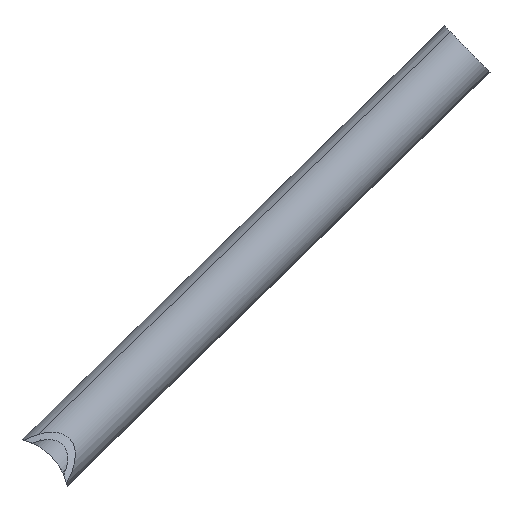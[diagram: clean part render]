
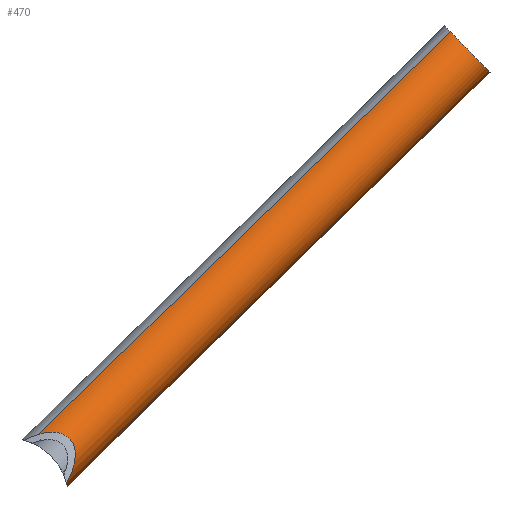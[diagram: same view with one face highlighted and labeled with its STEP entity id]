
A CAD part, front view. The second image highlights one B-rep face of the part: STEP entity #470.
In plain terms, the highlighted cylindrical face has radius 7.5 mm (diameter 15 mm), a partial arc.
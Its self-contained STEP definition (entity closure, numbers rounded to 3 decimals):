
#61=CARTESIAN_POINT('Vertex',(-2178.346,-12.827,215.168)) ;
#67=CARTESIAN_POINT('Control Point',(-2169.638,0.,206.268)) ;
#68=CARTESIAN_POINT('Control Point',(-2169.638,-0.317,206.268)) ;
#69=CARTESIAN_POINT('Control Point',(-2169.641,-0.634,206.27)) ;
#70=CARTESIAN_POINT('Control Point',(-2169.645,-0.89,206.274)) ;
#71=CARTESIAN_POINT('Control Point',(-2169.653,-1.341,206.283)) ;
#72=CARTESIAN_POINT('Control Point',(-2169.666,-1.792,206.297)) ;
#73=CARTESIAN_POINT('Control Point',(-2169.674,-2.048,206.305)) ;
#74=CARTESIAN_POINT('Control Point',(-2169.71,-2.9,206.341)) ;
#75=CARTESIAN_POINT('Control Point',(-2169.762,-3.75,206.395)) ;
#76=CARTESIAN_POINT('Control Point',(-2169.801,-4.284,206.435)) ;
#77=CARTESIAN_POINT('Control Point',(-2169.951,-5.996,206.588)) ;
#78=CARTESIAN_POINT('Control Point',(-2170.176,-7.692,206.817)) ;
#79=CARTESIAN_POINT('Control Point',(-2170.368,-8.842,207.014)) ;
#80=CARTESIAN_POINT('Control Point',(-2170.785,-10.859,207.441)) ;
#81=CARTESIAN_POINT('Control Point',(-2171.376,-12.783,208.044)) ;
#82=CARTESIAN_POINT('Control Point',(-2171.668,-13.586,208.343)) ;
#83=CARTESIAN_POINT('Control Point',(-2172.202,-14.803,208.889)) ;
#84=CARTESIAN_POINT('Control Point',(-2172.891,-15.838,209.593)) ;
#85=CARTESIAN_POINT('Control Point',(-2173.166,-16.183,209.874)) ;
#86=CARTESIAN_POINT('Control Point',(-2173.673,-16.681,210.392)) ;
#87=CARTESIAN_POINT('Control Point',(-2174.248,-16.979,210.98)) ;
#88=CARTESIAN_POINT('Control Point',(-2174.492,-17.059,211.229)) ;
#89=CARTESIAN_POINT('Control Point',(-2174.969,-17.119,211.717)) ;
#90=CARTESIAN_POINT('Control Point',(-2175.441,-17.005,212.2)) ;
#91=CARTESIAN_POINT('Control Point',(-2175.661,-16.911,212.424)) ;
#92=CARTESIAN_POINT('Control Point',(-2176.267,-16.549,213.043)) ;
#93=CARTESIAN_POINT('Control Point',(-2176.791,-15.969,213.579)) ;
#94=CARTESIAN_POINT('Control Point',(-2177.098,-15.531,213.893)) ;
#95=CARTESIAN_POINT('Control Point',(-2177.554,-14.75,214.359)) ;
#96=CARTESIAN_POINT('Control Point',(-2177.94,-13.896,214.754)) ;
#97=CARTESIAN_POINT('Control Point',(-2178.084,-13.547,214.901)) ;
#98=CARTESIAN_POINT('Control Point',(-2178.219,-13.19,215.039)) ;
#99=CARTESIAN_POINT('Control Point',(-2178.346,-12.827,215.168)) ;
#100=CARTESIAN_POINT('Vertex',(-2169.638,0.,206.268)) ;
#344=CARTESIAN_POINT('Control Point',(-2169.638,0.,206.268)) ;
#345=CARTESIAN_POINT('Control Point',(-2169.75,0.,206.158)) ;
#346=CARTESIAN_POINT('Control Point',(-2169.865,0.,206.051)) ;
#347=CARTESIAN_POINT('Control Point',(-2169.958,0.,205.968)) ;
#348=CARTESIAN_POINT('Control Point',(-2170.121,0.,205.825)) ;
#349=CARTESIAN_POINT('Control Point',(-2170.289,0.,205.687)) ;
#350=CARTESIAN_POINT('Control Point',(-2170.386,0.,205.609)) ;
#351=CARTESIAN_POINT('Control Point',(-2171.243,0.,204.951)) ;
#352=CARTESIAN_POINT('Control Point',(-2172.194,0.,204.421)) ;
#353=CARTESIAN_POINT('Control Point',(-2173.061,0.,204.074)) ;
#354=CARTESIAN_POINT('Control Point',(-2173.965,0.,203.846)) ;
#355=CARTESIAN_POINT('Control Point',(-2174.883,0.,203.748)) ;
#356=CARTESIAN_POINT('Vertex',(-2174.883,0.,203.748)) ;
#395=CARTESIAN_POINT('Axis2P3D Location',(-2228.037,-152.123,159.625)) ;
#400=CARTESIAN_POINT('Line Origine',(-2227.277,-149.948,152.487)) ;
#404=CARTESIAN_POINT('Vertex',(-2268.09,-266.752,112.557)) ;
#408=CARTESIAN_POINT('Control Point',(-2178.822,-11.275,215.656)) ;
#409=CARTESIAN_POINT('Control Point',(-2178.68,-11.802,215.51)) ;
#410=CARTESIAN_POINT('Control Point',(-2178.522,-12.321,215.349)) ;
#411=CARTESIAN_POINT('Control Point',(-2178.346,-12.827,215.168)) ;
#412=CARTESIAN_POINT('Vertex',(-2178.822,-11.275,215.656)) ;
#415=CARTESIAN_POINT('Line Origine',(-2228.797,-154.298,166.763)) ;
#419=CARTESIAN_POINT('Vertex',(-2274.035,-283.765,122.503)) ;
#423=CARTESIAN_POINT('Control Point',(-2267.65,-285.893,111.175)) ;
#424=CARTESIAN_POINT('Control Point',(-2267.266,-285.468,111.82)) ;
#425=CARTESIAN_POINT('Control Point',(-2266.92,-285.031,112.48)) ;
#426=CARTESIAN_POINT('Control Point',(-2266.612,-284.588,113.155)) ;
#427=CARTESIAN_POINT('Control Point',(-2265.993,-283.56,114.749)) ;
#428=CARTESIAN_POINT('Control Point',(-2265.629,-282.551,116.433)) ;
#429=CARTESIAN_POINT('Control Point',(-2265.521,-282.002,117.412)) ;
#430=CARTESIAN_POINT('Control Point',(-2265.556,-281.298,118.814)) ;
#431=CARTESIAN_POINT('Control Point',(-2266.052,-280.847,120.184)) ;
#432=CARTESIAN_POINT('Control Point',(-2266.215,-280.752,120.532)) ;
#433=CARTESIAN_POINT('Control Point',(-2266.734,-280.585,121.38)) ;
#434=CARTESIAN_POINT('Control Point',(-2267.491,-280.63,122.066)) ;
#435=CARTESIAN_POINT('Control Point',(-2268.021,-280.751,122.38)) ;
#436=CARTESIAN_POINT('Control Point',(-2268.941,-281.046,122.757)) ;
#437=CARTESIAN_POINT('Control Point',(-2269.875,-281.451,122.929)) ;
#438=CARTESIAN_POINT('Control Point',(-2270.255,-281.629,122.971)) ;
#439=CARTESIAN_POINT('Control Point',(-2271.267,-282.132,123.02)) ;
#440=CARTESIAN_POINT('Control Point',(-2272.252,-282.685,122.921)) ;
#441=CARTESIAN_POINT('Control Point',(-2272.857,-283.04,122.817)) ;
#442=CARTESIAN_POINT('Control Point',(-2273.451,-283.402,122.676)) ;
#443=CARTESIAN_POINT('Control Point',(-2274.035,-283.765,122.503)) ;
#444=CARTESIAN_POINT('Vertex',(-2267.65,-285.893,111.175)) ;
#448=CARTESIAN_POINT('Control Point',(-2267.65,-285.893,111.175)) ;
#449=CARTESIAN_POINT('Control Point',(-2267.542,-284.292,110.764)) ;
#450=CARTESIAN_POINT('Control Point',(-2267.503,-282.636,110.553)) ;
#451=CARTESIAN_POINT('Control Point',(-2267.486,-280.978,110.477)) ;
#452=CARTESIAN_POINT('Control Point',(-2267.493,-278.119,110.518)) ;
#453=CARTESIAN_POINT('Control Point',(-2267.557,-275.276,110.803)) ;
#454=CARTESIAN_POINT('Control Point',(-2267.593,-274.088,110.959)) ;
#455=CARTESIAN_POINT('Control Point',(-2267.682,-271.891,111.311)) ;
#456=CARTESIAN_POINT('Control Point',(-2267.818,-269.717,111.774)) ;
#457=CARTESIAN_POINT('Control Point',(-2267.893,-268.722,112.01)) ;
#458=CARTESIAN_POINT('Control Point',(-2267.982,-267.732,112.271)) ;
#459=CARTESIAN_POINT('Control Point',(-2268.09,-266.752,112.557)) ;
#396=DIRECTION('Axis2P3D Direction',(-0.314,-0.898,-0.307)) ;
#397=DIRECTION('Axis2P3D XDirection',(0.101,0.29,-0.952)) ;
#401=DIRECTION('Vector Direction',(-0.314,-0.898,-0.307)) ;
#416=DIRECTION('Vector Direction',(-0.314,-0.898,-0.307)) ;
#398=AXIS2_PLACEMENT_3D('Cylinder Axis2P3D',#395,#396,#397) ;
#462=ORIENTED_EDGE('',*,*,#406,.F.) ;
#463=ORIENTED_EDGE('',*,*,#358,.F.) ;
#464=ORIENTED_EDGE('',*,*,#102,.T.) ;
#465=ORIENTED_EDGE('',*,*,#414,.F.) ;
#466=ORIENTED_EDGE('',*,*,#421,.T.) ;
#467=ORIENTED_EDGE('',*,*,#446,.F.) ;
#468=ORIENTED_EDGE('',*,*,#460,.T.) ;
#402=VECTOR('Line Direction',#401,1.) ;
#417=VECTOR('Line Direction',#416,1.) ;
#470=ADVANCED_FACE('Corps principal',(#469),#399,.T.) ;
#66=B_SPLINE_CURVE_WITH_KNOTS('',5,(#67,#68,#69,#70,#71,#72,#73,#74,#75,#76,#77,#78,#79,#80,#81,#82,#83,#84,#85,#86,#87,#88,#89,#90,#91,#92,#93,#94,#95,#96,#97,#98,#99),.UNSPECIFIED.,.F.,.U.,(6,3,3,3,3,3,3,3,3,3,6),(0.,2.24,4.48,8.274,16.677,23.108,26.754,29.26,31.558,35.869,38.736),.UNSPECIFIED.) ;
#343=B_SPLINE_CURVE_WITH_KNOTS('',5,(#344,#345,#346,#347,#348,#349,#350,#351,#352,#353,#354,#355),.UNSPECIFIED.,.F.,.U.,(6,3,3,6),(0.,1.111,2.221,8.748),.UNSPECIFIED.) ;
#407=B_SPLINE_CURVE_WITH_KNOTS('',3,(#408,#409,#410,#411),.UNSPECIFIED.,.F.,.U.,(4,4),(0.,2.398),.UNSPECIFIED.) ;
#422=B_SPLINE_CURVE_WITH_KNOTS('',5,(#423,#424,#425,#426,#427,#428,#429,#430,#431,#432,#433,#434,#435,#436,#437,#438,#439,#440,#441,#442,#443),.UNSPECIFIED.,.F.,.U.,(6,3,3,3,3,3,6),(15.892,21.994,29.973,32.738,37.035,40.006,45.019),.UNSPECIFIED.) ;
#447=B_SPLINE_CURVE_WITH_KNOTS('',5,(#448,#449,#450,#451,#452,#453,#454,#455,#456,#457,#458,#459),.UNSPECIFIED.,.F.,.U.,(6,3,3,6),(25.079,36.793,45.273,52.532),.UNSPECIFIED.) ;
#399=CYLINDRICAL_SURFACE('generated cylinder',#398,7.5) ;
#102=EDGE_CURVE('',#101,#62,#66,.T.) ;
#358=EDGE_CURVE('',#101,#357,#343,.T.) ;
#406=EDGE_CURVE('',#357,#405,#403,.T.) ;
#414=EDGE_CURVE('',#413,#62,#407,.T.) ;
#421=EDGE_CURVE('',#413,#420,#418,.T.) ;
#446=EDGE_CURVE('',#445,#420,#422,.T.) ;
#460=EDGE_CURVE('',#445,#405,#447,.T.) ;
#461=EDGE_LOOP('',(#462,#463,#464,#465,#466,#467,#468)) ;
#469=FACE_OUTER_BOUND('',#461,.T.) ;
#403=LINE('Line',#400,#402) ;
#418=LINE('Line',#415,#417) ;
#62=VERTEX_POINT('',#61) ;
#101=VERTEX_POINT('',#100) ;
#357=VERTEX_POINT('',#356) ;
#405=VERTEX_POINT('',#404) ;
#413=VERTEX_POINT('',#412) ;
#420=VERTEX_POINT('',#419) ;
#445=VERTEX_POINT('',#444) ;
